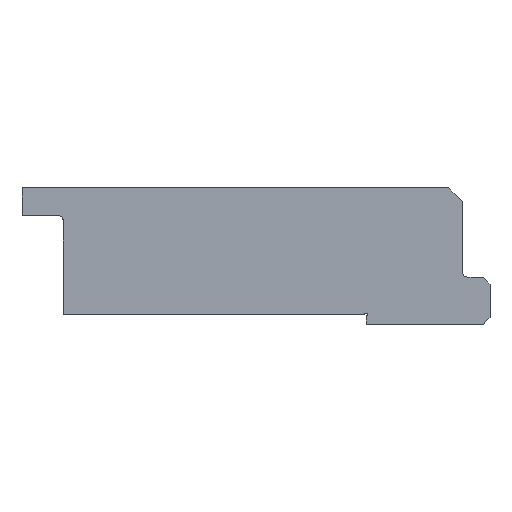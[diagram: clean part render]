
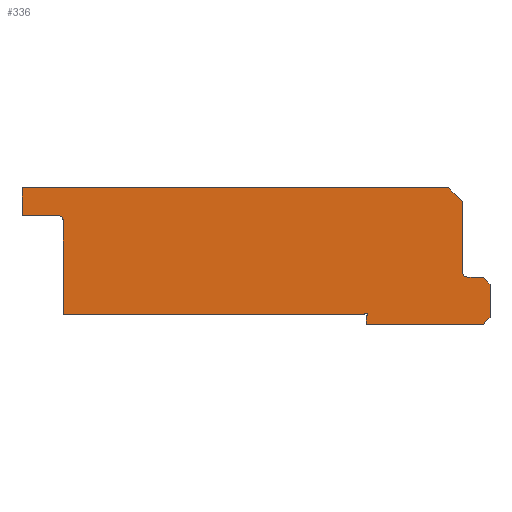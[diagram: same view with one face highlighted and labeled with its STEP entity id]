
A CAD part, top view. The second image highlights one B-rep face of the part: STEP entity #336.
In plain terms, the highlighted planar face has unit normal (0, 0, 1).
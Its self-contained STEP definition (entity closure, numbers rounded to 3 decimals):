
#18=CIRCLE('',#375,4.);
#19=CIRCLE('',#376,4.);
#20=CIRCLE('',#377,1.);
#25=FACE_OUTER_BOUND('',#43,.T.);
#43=EDGE_LOOP('',(#228,#229,#230,#231,#232,#233,#234,#235,#236,#237,#238,
#239,#240,#241,#242,#243));
#62=LINE('',#497,#104);
#64=LINE('',#501,#106);
#65=LINE('',#503,#107);
#66=LINE('',#505,#108);
#67=LINE('',#509,#109);
#68=LINE('',#511,#110);
#69=LINE('',#513,#111);
#70=LINE('',#515,#112);
#71=LINE('',#517,#113);
#72=LINE('',#521,#114);
#73=LINE('',#523,#115);
#74=LINE('',#527,#116);
#75=LINE('',#528,#117);
#104=VECTOR('',#403,10.);
#106=VECTOR('',#407,10.);
#107=VECTOR('',#408,10.);
#108=VECTOR('',#409,10.);
#109=VECTOR('',#412,10.);
#110=VECTOR('',#413,10.);
#111=VECTOR('',#414,10.);
#112=VECTOR('',#415,10.);
#113=VECTOR('',#416,10.);
#114=VECTOR('',#419,10.);
#115=VECTOR('',#420,10.);
#116=VECTOR('',#423,10.);
#117=VECTOR('',#424,10.);
#146=VERTEX_POINT('',#494);
#147=VERTEX_POINT('',#496);
#148=VERTEX_POINT('',#500);
#149=VERTEX_POINT('',#502);
#150=VERTEX_POINT('',#504);
#151=VERTEX_POINT('',#506);
#152=VERTEX_POINT('',#508);
#153=VERTEX_POINT('',#510);
#154=VERTEX_POINT('',#512);
#155=VERTEX_POINT('',#514);
#156=VERTEX_POINT('',#516);
#157=VERTEX_POINT('',#518);
#158=VERTEX_POINT('',#520);
#159=VERTEX_POINT('',#522);
#160=VERTEX_POINT('',#524);
#161=VERTEX_POINT('',#526);
#178=EDGE_CURVE('',#146,#147,#62,.T.);
#180=EDGE_CURVE('',#148,#146,#64,.T.);
#181=EDGE_CURVE('',#149,#148,#65,.T.);
#182=EDGE_CURVE('',#149,#150,#66,.T.);
#183=EDGE_CURVE('',#151,#150,#18,.T.);
#184=EDGE_CURVE('',#151,#152,#67,.T.);
#185=EDGE_CURVE('',#153,#152,#68,.T.);
#186=EDGE_CURVE('',#153,#154,#69,.T.);
#187=EDGE_CURVE('',#154,#155,#70,.T.);
#188=EDGE_CURVE('',#155,#156,#71,.T.);
#189=EDGE_CURVE('',#157,#156,#19,.T.);
#190=EDGE_CURVE('',#157,#158,#72,.T.);
#191=EDGE_CURVE('',#158,#159,#73,.T.);
#192=EDGE_CURVE('',#159,#160,#20,.T.);
#193=EDGE_CURVE('',#161,#160,#74,.T.);
#194=EDGE_CURVE('',#147,#161,#75,.T.);
#228=ORIENTED_EDGE('',*,*,#178,.F.);
#229=ORIENTED_EDGE('',*,*,#180,.F.);
#230=ORIENTED_EDGE('',*,*,#181,.F.);
#231=ORIENTED_EDGE('',*,*,#182,.T.);
#232=ORIENTED_EDGE('',*,*,#183,.F.);
#233=ORIENTED_EDGE('',*,*,#184,.T.);
#234=ORIENTED_EDGE('',*,*,#185,.F.);
#235=ORIENTED_EDGE('',*,*,#186,.T.);
#236=ORIENTED_EDGE('',*,*,#187,.T.);
#237=ORIENTED_EDGE('',*,*,#188,.T.);
#238=ORIENTED_EDGE('',*,*,#189,.F.);
#239=ORIENTED_EDGE('',*,*,#190,.T.);
#240=ORIENTED_EDGE('',*,*,#191,.T.);
#241=ORIENTED_EDGE('',*,*,#192,.T.);
#242=ORIENTED_EDGE('',*,*,#193,.F.);
#243=ORIENTED_EDGE('',*,*,#194,.F.);
#321=PLANE('',#374);
#336=ADVANCED_FACE('',(#25),#321,.T.);
#374=AXIS2_PLACEMENT_3D('',#499,#405,#406);
#375=AXIS2_PLACEMENT_3D('',#507,#410,#411);
#376=AXIS2_PLACEMENT_3D('',#519,#417,#418);
#377=AXIS2_PLACEMENT_3D('',#525,#421,#422);
#403=DIRECTION('',(-0.707,-0.707,0.));
#405=DIRECTION('center_axis',(0.,0.,1.));
#406=DIRECTION('ref_axis',(1.,0.,0.));
#407=DIRECTION('',(0.,-1.,0.));
#408=DIRECTION('',(0.707,-0.707,0.));
#409=DIRECTION('',(-1.,0.,0.));
#410=DIRECTION('center_axis',(0.,0.,1.));
#411=DIRECTION('ref_axis',(-0.707,-0.707,0.));
#412=DIRECTION('',(0.,1.,0.));
#413=DIRECTION('',(0.707,-0.707,0.));
#414=DIRECTION('',(-1.,0.,0.));
#415=DIRECTION('',(0.,-1.,0.));
#416=DIRECTION('',(1.,0.,0.));
#417=DIRECTION('center_axis',(0.,0.,1.));
#418=DIRECTION('ref_axis',(0.707,0.707,0.));
#419=DIRECTION('',(0.,-1.,0.));
#420=DIRECTION('',(1.,0.,0.));
#421=DIRECTION('center_axis',(0.,0.,-1.));
#422=DIRECTION('ref_axis',(1.,0.,0.));
#423=DIRECTION('',(0.,1.,0.));
#424=DIRECTION('',(-1.,0.,0.));
#494=CARTESIAN_POINT('',(170.,-46.5,10.));
#496=CARTESIAN_POINT('',(165.,-51.5,10.));
#497=CARTESIAN_POINT('',(137.875,-78.625,10.));
#499=CARTESIAN_POINT('Origin',(0.,0.,
10.));
#500=CARTESIAN_POINT('',(170.,-22.5,10.));
#501=CARTESIAN_POINT('',(170.,-47.5,10.));
#502=CARTESIAN_POINT('',(165.,-17.5,10.));
#503=CARTESIAN_POINT('',(120.625,26.875,10.));
#504=CARTESIAN_POINT('',(154.,-17.5,10.));
#505=CARTESIAN_POINT('',(85.,-17.5,10.));
#506=CARTESIAN_POINT('',(150.,-13.5,10.));
#507=CARTESIAN_POINT('Origin',(154.,-13.5,10.));
#508=CARTESIAN_POINT('',(150.,37.5,10.));
#509=CARTESIAN_POINT('',(150.,-8.75,10.));
#510=CARTESIAN_POINT('',(140.,47.5,10.));
#511=CARTESIAN_POINT('',(119.375,68.125,10.));
#512=CARTESIAN_POINT('',(-170.,47.5,10.));
#513=CARTESIAN_POINT('',(-170.,47.5,10.));
#514=CARTESIAN_POINT('',(-170.,27.5,10.));
#515=CARTESIAN_POINT('',(-170.,-47.5,10.));
#516=CARTESIAN_POINT('',(-144.,27.5,10.));
#517=CARTESIAN_POINT('',(-85.,27.5,10.));
#518=CARTESIAN_POINT('',(-140.,23.5,10.));
#519=CARTESIAN_POINT('Origin',(-144.,23.5,10.));
#520=CARTESIAN_POINT('',(-140.,-44.5,10.));
#521=CARTESIAN_POINT('',(-140.,13.75,10.));
#522=CARTESIAN_POINT('',(79.,-44.5,10.));
#523=CARTESIAN_POINT('',(-70.,-44.5,10.));
#524=CARTESIAN_POINT('',(80.,-45.5,10.));
#525=CARTESIAN_POINT('Origin',(80.,-44.5,10.));
#526=CARTESIAN_POINT('',(80.,-51.5,10.));
#527=CARTESIAN_POINT('',(80.,-51.5,10.));
#528=CARTESIAN_POINT('',(170.,-51.5,10.));
